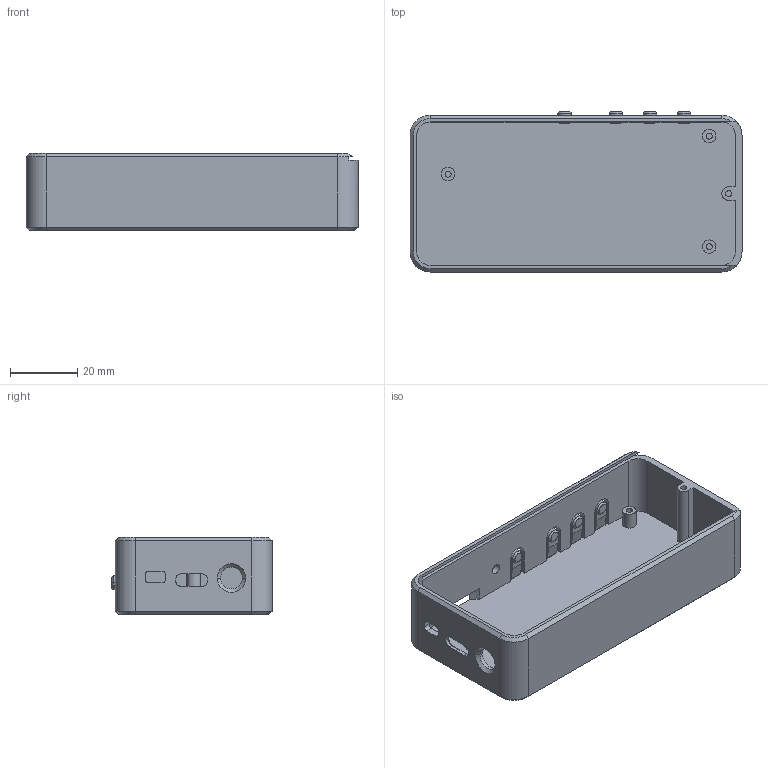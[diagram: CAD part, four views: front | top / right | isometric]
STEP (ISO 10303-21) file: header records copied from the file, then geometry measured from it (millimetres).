
FILE_DESCRIPTION((''),'2;1');
FILE_NAME('SPEAKER-SHELL','2025-10-21T',('hqz'),(''),'PRO/ENGINEER BY PARAMETRIC TECHNOLOGY CORPORATION, 2014310','PRO/ENGINEER BY PARAMETRIC TECHNOLOGY CORPORATION, 2014310','');
FILE_SCHEMA(('CONFIG_CONTROL_DESIGN'));
Length unit declared in the file: millimetre
Products named in the file (1): SPEAKER-SHELL
Bounding box: 98.79 x 47.63 x 23 mm (x, y, z)
Volume: 19992.3 mm3; surface area: 21776.5 mm2
Topology: 1 solids, 1 shells, 165 faces, 421 edges, 260 vertices
Faces by surface type: plane 86, cylinder 45, cone 26, torus 8
Entity records: 5047 total; most frequent: CARTESIAN_POINT 896, DIRECTION 885, ORIENTED_EDGE 842, EDGE_CURVE 421, AXIS2_PLACEMENT_3D 309, VECTOR 267, LINE 267, VERTEX_POINT 260
